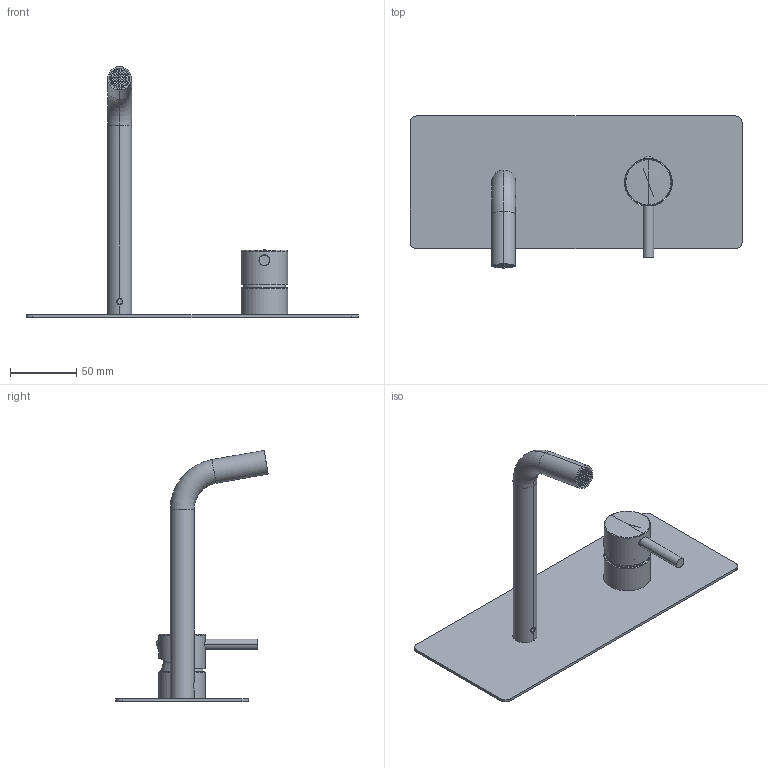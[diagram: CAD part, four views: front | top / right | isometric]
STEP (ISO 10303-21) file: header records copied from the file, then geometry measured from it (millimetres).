
FILE_DESCRIPTION((''),'2;1');
FILE_NAME('SK105CR','2021-11-09T08:45:42',('ut3'),('PAFFONI SpA'),'CREO PARAMETRIC BY PTC INC, 2020044','CREO PARAMETRIC BY PTC INC, 2020044','');
FILE_SCHEMA(('CONFIG_CONTROL_DESIGN','SHAPE_APPEARANCE_LAYERS_GROUPS'));
Length unit declared in the file: millimetre
Products named in the file (1): SK105CR
Bounding box: 250 x 114.78 x 189.08 mm (x, y, z)
Volume: 115449.6 mm3; surface area: 97285.1 mm2
Topology: 2 solids, 2 shells, 953 faces, 2571 edges, 1552 vertices
Faces by surface type: cylinder 485, plane 238, torus 71, sphere 70, cone 61, bspline 28
Entity records: 46311 total; most frequent: CARTESIAN_POINT 15420, DIRECTION 5015, ORIENTED_EDGE 5004, EDGE_CURVE 2502, AXIS2_PLACEMENT_3D 2034, VERTEX_POINT 1552, EDGE_LOOP 1214, CIRCLE 1109
